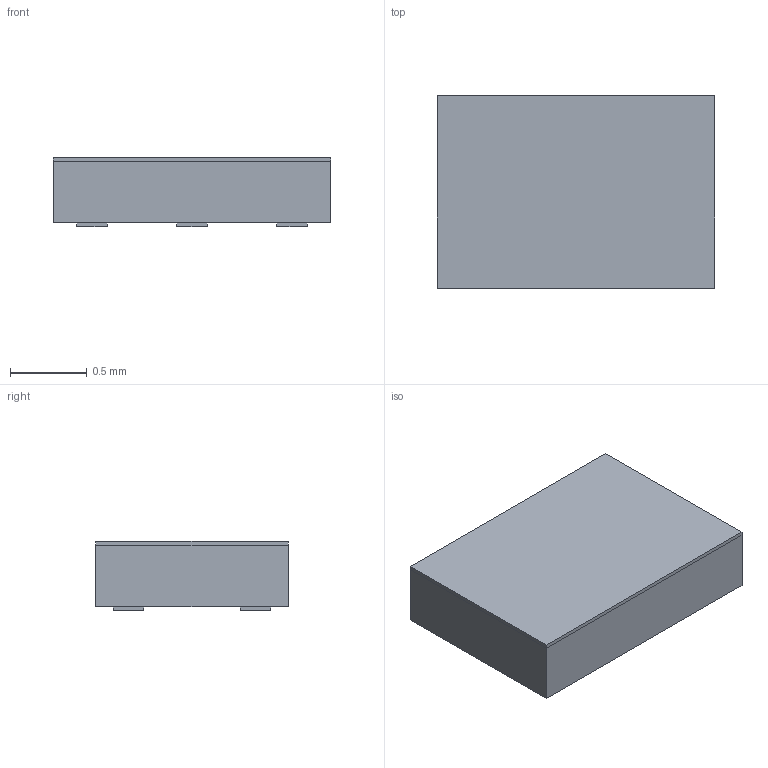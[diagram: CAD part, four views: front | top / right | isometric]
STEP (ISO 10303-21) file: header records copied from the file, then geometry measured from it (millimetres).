
FILE_DESCRIPTION(/* description */ ('Unknown'),/* implementation_level */ '2;1');
FILE_NAME(/* name */ 'BAL-UWB-01E3',/* time_stamp */ '2023-02-28T10:45:39+02:00',/* author */ ('Unknown'),/* organization */ ('Unknown'),/* preprocessor_version */ 'ST-DEVELOPER v18.1',/* originating_system */ 'Solid Edge',/* authorisation */ 'Unknown');
FILE_SCHEMA (('AUTOMOTIVE_DESIGN {1 0 10303 214 3 1 1}'));
Length unit declared in the file: millimetre
Products named in the file (1): BAL-UWB-01E3
Bounding box: 1.8 x 1.25 x 0.45 mm (x, y, z)
Volume: 1 mm3; surface area: 7.2 mm2
Topology: 1 solids, 1 shells, 40 faces, 92 edges, 60 vertices
Faces by surface type: plane 40
Entity records: 1419 total; most frequent: CARTESIAN_POINT 193, ORIENTED_EDGE 184, DIRECTION 174, EDGE_CURVE 92, LINE 92, VECTOR 92, VERTEX_POINT 60, EDGE_LOOP 46
